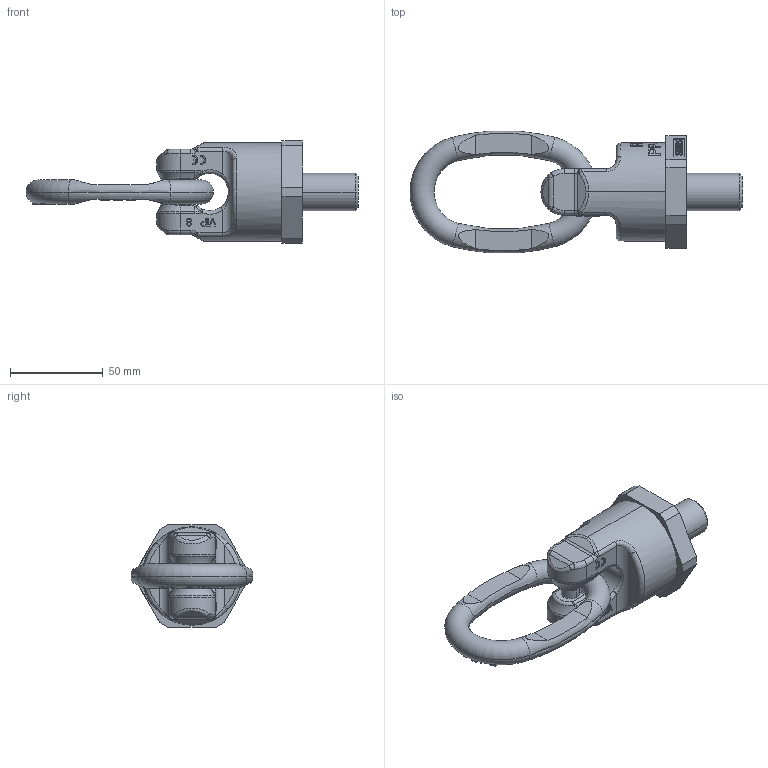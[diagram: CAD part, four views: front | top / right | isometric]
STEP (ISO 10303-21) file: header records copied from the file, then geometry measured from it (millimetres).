
FILE_DESCRIPTION((''),'2;1');
FILE_NAME('001-M31347-P-20_ASM','2019-09-11T',('anja.joas'),(''),'PRO/ENGINEER BY PARAMETRIC TECHNOLOGY CORPORATION, 2011490','PRO/ENGINEER BY PARAMETRIC TECHNOLOGY CORPORATION, 2011490','');
FILE_SCHEMA(('CONFIG_CONTROL_DESIGN'));
Length unit declared in the file: millimetre
Products named in the file (4): 001-M31347-P-20_AF0; 001-M31347-P-40; 001-M31290-002; 001-M31347-P-20_ASM
Assembly tree (3 placements, depth 2):
  001-M31347-P-20_ASM
    001-M31347-P-20_AF0
    001-M31347-P-40
    001-M31290-002
Bounding box: 179 x 65.65 x 55 mm (x, y, z)
Volume: 159018.9 mm3; surface area: 32936.7 mm2
Topology: 3 solids, 3 shells, 1070 faces, 2926 edges, 1912 vertices
Faces by surface type: plane 900, cylinder 68, bspline 64, torus 32, sphere 4, cone 2
Entity records: 36047 total; most frequent: CARTESIAN_POINT 9998, ORIENTED_EDGE 5852, DIRECTION 4654, EDGE_CURVE 2926, VECTOR 2064, LINE 2064, VERTEX_POINT 1912, AXIS2_PLACEMENT_3D 1295
